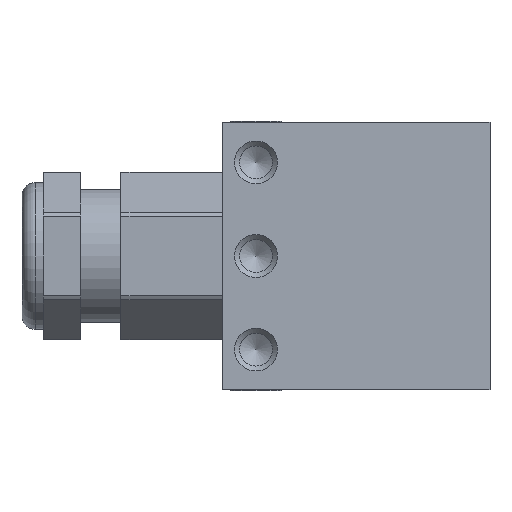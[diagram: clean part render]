
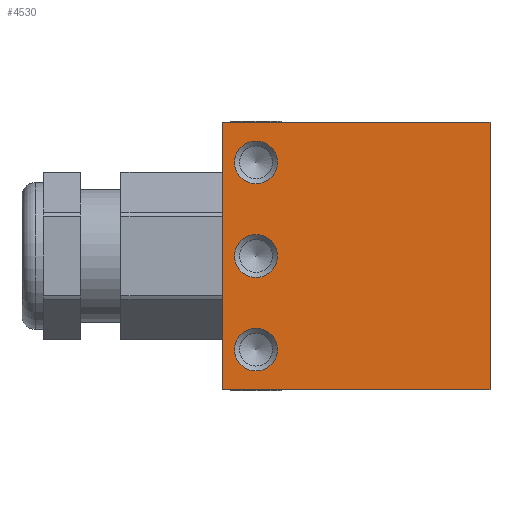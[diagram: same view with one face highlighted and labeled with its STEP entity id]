
A CAD part, left-side view. The second image highlights one B-rep face of the part: STEP entity #4530.
In plain terms, the highlighted planar face has unit normal (-1, 0, 0).
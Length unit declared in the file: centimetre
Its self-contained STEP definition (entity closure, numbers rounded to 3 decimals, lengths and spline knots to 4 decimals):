
#94=LINE('',#6919,#488);
#95=LINE('',#6921,#489);
#96=LINE('',#6923,#490);
#97=LINE('',#6924,#491);
#488=VECTOR('',#5420,2.);
#489=VECTOR('',#5421,2.);
#490=VECTOR('',#5422,2.);
#491=VECTOR('',#5423,2.);
#962=PLANE('',#4844);
#1100=FACE_BOUND('',#1470,.T.);
#1101=FACE_BOUND('',#1471,.T.);
#1102=FACE_BOUND('',#1472,.T.);
#1103=FACE_BOUND('',#1473,.T.);
#1470=EDGE_LOOP('',(#3198));
#1471=EDGE_LOOP('',(#3199));
#1472=EDGE_LOOP('',(#3200));
#1473=EDGE_LOOP('',(#3201,#3202,#3203,#3204));
#1760=CIRCLE('',#4845,0.16);
#1761=CIRCLE('',#4846,0.16);
#1762=CIRCLE('',#4847,0.16);
#1962=VERTEX_POINT('',#6911);
#1963=VERTEX_POINT('',#6913);
#1964=VERTEX_POINT('',#6915);
#1965=VERTEX_POINT('',#6917);
#1966=VERTEX_POINT('',#6918);
#1967=VERTEX_POINT('',#6920);
#1968=VERTEX_POINT('',#6922);
#2437=EDGE_CURVE('',#1962,#1962,#1760,.T.);
#2438=EDGE_CURVE('',#1963,#1963,#1761,.T.);
#2439=EDGE_CURVE('',#1964,#1964,#1762,.T.);
#2440=EDGE_CURVE('',#1965,#1966,#94,.T.);
#2441=EDGE_CURVE('',#1967,#1965,#95,.T.);
#2442=EDGE_CURVE('',#1968,#1967,#96,.T.);
#2443=EDGE_CURVE('',#1966,#1968,#97,.T.);
#3198=ORIENTED_EDGE('',*,*,#2437,.T.);
#3199=ORIENTED_EDGE('',*,*,#2438,.T.);
#3200=ORIENTED_EDGE('',*,*,#2439,.T.);
#3201=ORIENTED_EDGE('',*,*,#2440,.F.);
#3202=ORIENTED_EDGE('',*,*,#2441,.F.);
#3203=ORIENTED_EDGE('',*,*,#2442,.F.);
#3204=ORIENTED_EDGE('',*,*,#2443,.F.);
#4530=ADVANCED_FACE('',(#1100,#1101,#1102,#1103),#962,.T.);
#4844=AXIS2_PLACEMENT_3D('',#6910,#5412,#5413);
#4845=AXIS2_PLACEMENT_3D('',#6912,#5414,#5415);
#4846=AXIS2_PLACEMENT_3D('',#6914,#5416,#5417);
#4847=AXIS2_PLACEMENT_3D('',#6916,#5418,#5419);
#5412=DIRECTION('center_axis',(-1.,0.,0.));
#5413=DIRECTION('ref_axis',(0.,-1.,0.));
#5414=DIRECTION('center_axis',(1.,0.,0.));
#5415=DIRECTION('ref_axis',(0.,0.,1.));
#5416=DIRECTION('center_axis',(1.,0.,0.));
#5417=DIRECTION('ref_axis',(0.,0.,1.));
#5418=DIRECTION('center_axis',(1.,0.,0.));
#5419=DIRECTION('ref_axis',(0.,0.,1.));
#5420=DIRECTION('',(0.,0.,-1.));
#5421=DIRECTION('',(0.,-1.,0.));
#5422=DIRECTION('',(0.,0.,1.));
#5423=DIRECTION('',(0.,1.,0.));
#6910=CARTESIAN_POINT('Origin',(-1.05,2.,0.));
#6911=CARTESIAN_POINT('',(-1.05,1.75,0.16));
#6912=CARTESIAN_POINT('Origin',(-1.05,1.75,0.));
#6913=CARTESIAN_POINT('',(-1.05,1.75,-0.54));
#6914=CARTESIAN_POINT('Origin',(-1.05,1.75,-0.7));
#6915=CARTESIAN_POINT('',(-1.05,1.75,0.86));
#6916=CARTESIAN_POINT('Origin',(-1.05,1.75,0.7));
#6917=CARTESIAN_POINT('',(-1.05,0.,1.));
#6918=CARTESIAN_POINT('',(-1.05,0.,-1.));
#6919=CARTESIAN_POINT('',(-1.05,0.,0.));
#6920=CARTESIAN_POINT('',(-1.05,2.,1.));
#6921=CARTESIAN_POINT('',(-1.05,0.,1.));
#6922=CARTESIAN_POINT('',(-1.05,2.,-1.));
#6923=CARTESIAN_POINT('',(-1.05,2.,0.));
#6924=CARTESIAN_POINT('',(-1.05,0.,-1.));
